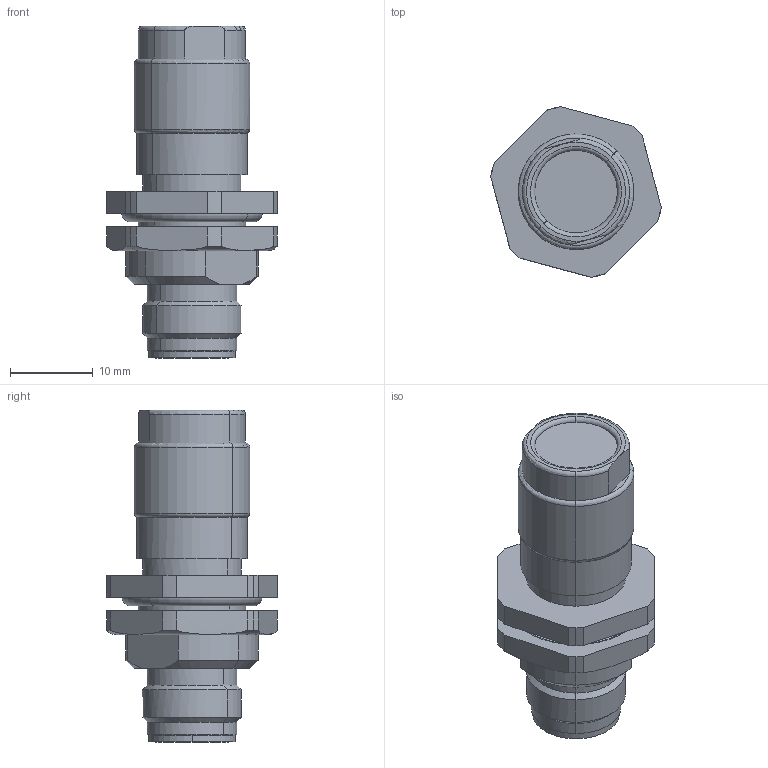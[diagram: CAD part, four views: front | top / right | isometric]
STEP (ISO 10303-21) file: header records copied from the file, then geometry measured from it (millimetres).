
FILE_DESCRIPTION(('CATIA V5 STEP Exchange','CAx-IF Rec.Pracs.--- Model Styling and Organization---1.4--- 2014-01-23'),'2;1');
FILE_NAME ('1104772-2_1', '2019-03-19T10:22:46+00:00', ('none'), ('Weidmueller'), 'CATIA Version 5-6 Release 2016 SP3 HF44', 'CATIA V5 STEP AP214', 'none');
FILE_SCHEMA(('AUTOMOTIVE_DESIGN { 1 0 10303 214 1 1 1 1 }'));
Length unit declared in the file: millimetre
Products named in the file (1): 2664790000
Bounding box: 20.67 x 20.67 x 40.2 mm (x, y, z)
Volume: 4911.1 mm3; surface area: 5499.3 mm2
Topology: 1 solids, 11 shells, 438 faces, 1218 edges, 807 vertices
Faces by surface type: plane 141, cylinder 128, torus 70, cone 48, bspline 31, sphere 20
Entity records: 15602 total; most frequent: CARTESIAN_POINT 4742, ORIENTED_EDGE 2388, DIRECTION 1654, EDGE_CURVE 1194, AXIS2_PLACEMENT_3D 888, VERTEX_POINT 807, CIRCLE 500, EDGE_LOOP 489
